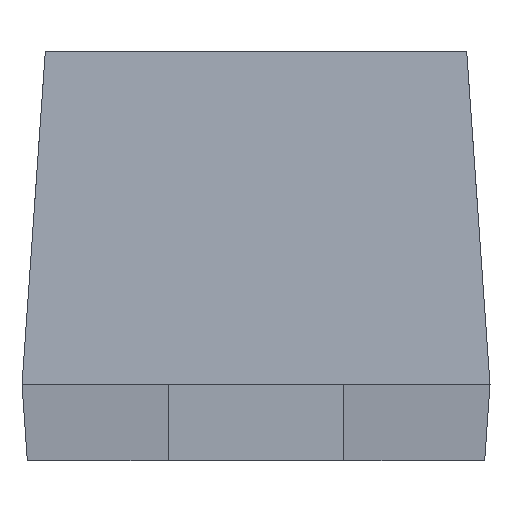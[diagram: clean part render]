
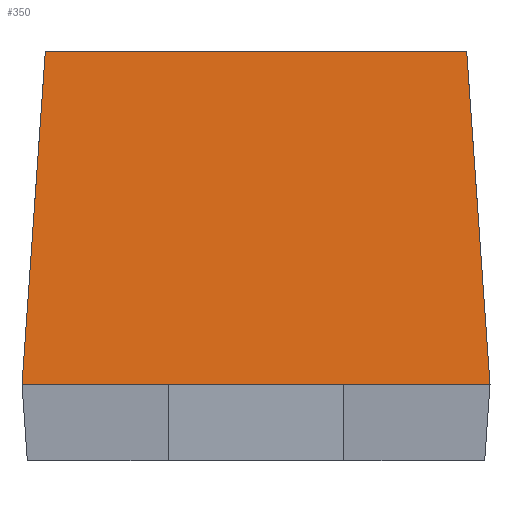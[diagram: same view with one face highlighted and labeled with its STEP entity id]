
A CAD part, left-side view. The second image highlights one B-rep face of the part: STEP entity #350.
In plain terms, the highlighted free-form (B-spline) face has degree [1, 1] with [2, 2] control points.
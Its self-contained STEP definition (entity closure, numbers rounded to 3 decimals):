
#182=VECTOR('',#183,1.);
#183=DIRECTION('',(0.,-1.,0.));
#212=VERTEX_POINT('',#213);
#213=CARTESIAN_POINT('',(-0.65,-0.4,0.13));
#226=VERTEX_POINT('',#227);
#227=CARTESIAN_POINT('',(-0.61,-0.36,0.7));
#230=EDGE_CURVE('',#212,#226,#231,.T.);
#231=B_SPLINE_CURVE_WITH_KNOTS('',1,(#213,#227),.UNSPECIFIED.,.F.,.F.,(2,2),(0.,1.),.PIECEWISE_BEZIER_KNOTS.);
#236=ORIENTED_EDGE('',*,*,#237,.F.);
#237=EDGE_CURVE('',#238,#226,#240,.T.);
#238=VERTEX_POINT('',#239);
#239=CARTESIAN_POINT('',(-0.61,0.36,0.7));
#240=LINE('',#239,#182);
#278=VERTEX_POINT('',#279);
#279=CARTESIAN_POINT('',(-0.65,0.4,0.13));
#282=EDGE_CURVE('',#278,#238,#283,.T.);
#283=B_SPLINE_CURVE_WITH_KNOTS('',1,(#279,#239),.UNSPECIFIED.,.F.,.F.,(2,2),(0.,1.),.PIECEWISE_BEZIER_KNOTS.);
#301=VERTEX_POINT('',#302);
#302=CARTESIAN_POINT('',(-0.65,-0.15,0.13));
#311=EDGE_CURVE('',#301,#212,#312,.T.);
#312=LINE('',#279,#182);
#341=VERTEX_POINT('',#342);
#342=CARTESIAN_POINT('',(-0.65,0.15,0.13));
#349=EDGE_CURVE('',#278,#341,#312,.T.);
#350=ADVANCED_FACE('',(#351),#359,.T.);
#351=FACE_BOUND('',#352,.T.);
#352=EDGE_LOOP('',(#353,#354,#356,#357,#236,#358));
#353=ORIENTED_EDGE('',*,*,#349,.T.);
#354=ORIENTED_EDGE('',*,*,#355,.T.);
#355=EDGE_CURVE('',#341,#301,#312,.T.);
#356=ORIENTED_EDGE('',*,*,#311,.T.);
#357=ORIENTED_EDGE('',*,*,#230,.T.);
#358=ORIENTED_EDGE('',*,*,#282,.F.);
#359=B_SPLINE_SURFACE_WITH_KNOTS('',1,1,((#279,#239),(#213,#227)),.UNSPECIFIED.,.F.,.F.,.F.,(2,2),(2,2),(0.,0.8),(0.,1.),.PIECEWISE_BEZIER_KNOTS.);
